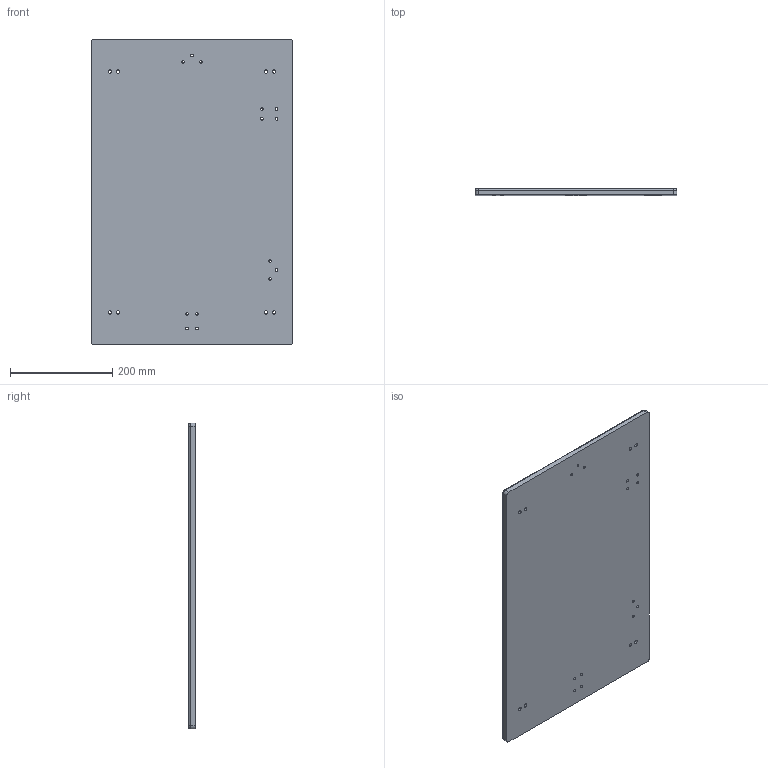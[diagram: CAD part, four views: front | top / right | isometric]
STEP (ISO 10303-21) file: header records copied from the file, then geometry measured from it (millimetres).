
FILE_DESCRIPTION (( 'STEP AP214' ), '1' );
FILE_NAME ('am-5230a_top Robot Parts Cart Top Plate.STEP', '2025-02-26T19:55:18', ( '' ), ( '' ), 'SwSTEP 2.0', 'SolidWorks 2024', '' );
FILE_SCHEMA (( 'AUTOMOTIVE_DESIGN' ));
Length unit declared in the file: inch
Products named in the file (1): am-5230a_top Robot Parts Cart Top Plate
Bounding box: 393.7 x 12.7 x 596.9 mm (x, y, z)
Volume: 2961991.4 mm3; surface area: 496916.9 mm2
Topology: 1 solids, 1 shells, 110 faces, 276 edges, 172 vertices
Faces by surface type: cylinder 60, cone 28, plane 18, torus 4
Entity records: 3439 total; most frequent: DIRECTION 650, CARTESIAN_POINT 559, ORIENTED_EDGE 552, EDGE_CURVE 276, AXIS2_PLACEMENT_3D 263, VERTEX_POINT 172, EDGE_LOOP 158, CIRCLE 152
